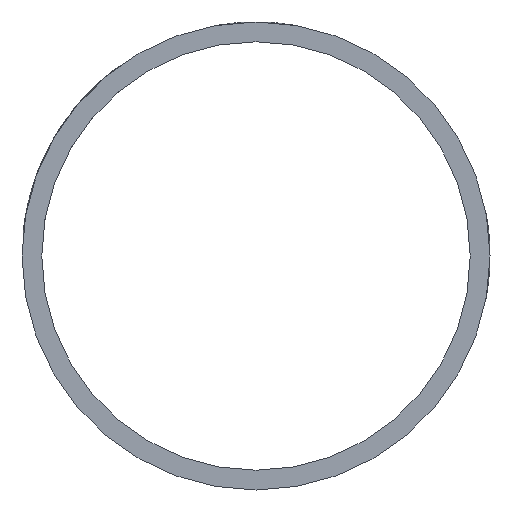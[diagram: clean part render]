
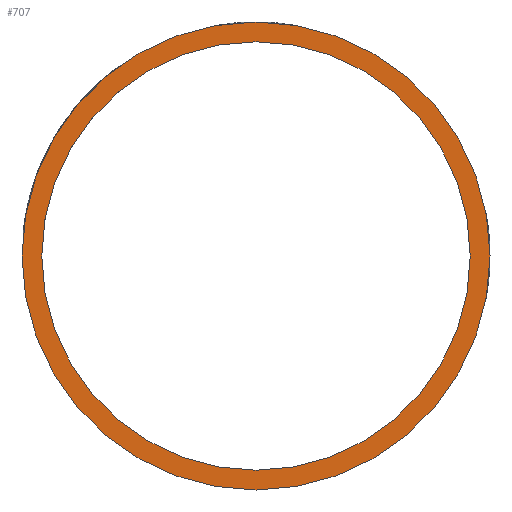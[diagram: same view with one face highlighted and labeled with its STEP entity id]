
A CAD part, front view. The second image highlights one B-rep face of the part: STEP entity #707.
In plain terms, the highlighted planar face has unit normal (0, -1, 0).
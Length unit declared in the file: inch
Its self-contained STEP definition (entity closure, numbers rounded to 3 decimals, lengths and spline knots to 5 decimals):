
#41 = CARTESIAN_POINT ( 'NONE',  ( 0., 0., 0. ) ) ;
#53 = AXIS2_PLACEMENT_3D ( 'NONE', #257, #598, #70 ) ;
#70 = DIRECTION ( 'NONE',  ( 0., 0., 1. ) ) ;
#111 = EDGE_CURVE ( 'NONE', #1086, #935, #455, .T. ) ;
#113 = DIRECTION ( 'NONE',  ( 0., 1., 0. ) ) ;
#146 = DIRECTION ( 'NONE',  ( 0., 0., 1. ) ) ;
#212 = CARTESIAN_POINT ( 'NONE',  ( 0., 0., 0. ) ) ;
#216 = EDGE_CURVE ( 'NONE', #1015, #859, #647, .T. ) ;
#226 = FACE_BOUND ( 'NONE', #353, .T. ) ;
#229 = CARTESIAN_POINT ( 'NONE',  ( 0., 0., 0. ) ) ;
#257 = CARTESIAN_POINT ( 'NONE',  ( 0., 0., 0. ) ) ;
#295 = PLANE ( 'NONE',  #1110 ) ;
#305 = FACE_OUTER_BOUND ( 'NONE', #1101, .T. ) ;
#316 = DIRECTION ( 'NONE',  ( 0., 1., 0. ) ) ;
#353 = EDGE_LOOP ( 'NONE', ( #447, #514 ) ) ;
#374 = CARTESIAN_POINT ( 'NONE',  ( 0., 0., 3.0325 ) ) ;
#412 = ORIENTED_EDGE ( 'NONE', *, *, #1005, .F. ) ;
#447 = ORIENTED_EDGE ( 'NONE', *, *, #1038, .T. ) ;
#455 = CIRCLE ( 'NONE', #1082, 3.0325 ) ;
#514 = ORIENTED_EDGE ( 'NONE', *, *, #111, .T. ) ;
#515 = CARTESIAN_POINT ( 'NONE',  ( 0., 0., 0. ) ) ;
#578 = CIRCLE ( 'NONE', #697, 3.3125 ) ;
#598 = DIRECTION ( 'NONE',  ( 0., 1., 0. ) ) ;
#647 = CIRCLE ( 'NONE', #785, 3.3125 ) ;
#655 = DIRECTION ( 'NONE',  ( 0., 0., 1. ) ) ;
#696 = CARTESIAN_POINT ( 'NONE',  ( 0., 0., -3.3125 ) ) ;
#697 = AXIS2_PLACEMENT_3D ( 'NONE', #229, #925, #146 ) ;
#698 = ORIENTED_EDGE ( 'NONE', *, *, #216, .F. ) ;
#707 = ADVANCED_FACE ( 'NONE', ( #305, #226 ), #295, .F. ) ;
#751 = DIRECTION ( 'NONE',  ( 0., 0., 1. ) ) ;
#785 = AXIS2_PLACEMENT_3D ( 'NONE', #41, #316, #751 ) ;
#824 = CARTESIAN_POINT ( 'NONE',  ( 0., 0., 3.3125 ) ) ;
#859 = VERTEX_POINT ( 'NONE', #696 ) ;
#861 = DIRECTION ( 'NONE',  ( 0., 1., 0. ) ) ;
#886 = DIRECTION ( 'NONE',  ( 0., 0., 1. ) ) ;
#925 = DIRECTION ( 'NONE',  ( 0., 1., 0. ) ) ;
#935 = VERTEX_POINT ( 'NONE', #1065 ) ;
#1005 = EDGE_CURVE ( 'NONE', #859, #1015, #578, .T. ) ;
#1015 = VERTEX_POINT ( 'NONE', #824 ) ;
#1038 = EDGE_CURVE ( 'NONE', #935, #1086, #1132, .T. ) ;
#1065 = CARTESIAN_POINT ( 'NONE',  ( 0., 0., -3.0325 ) ) ;
#1082 = AXIS2_PLACEMENT_3D ( 'NONE', #515, #861, #886 ) ;
#1086 = VERTEX_POINT ( 'NONE', #374 ) ;
#1101 = EDGE_LOOP ( 'NONE', ( #412, #698 ) ) ;
#1110 = AXIS2_PLACEMENT_3D ( 'NONE', #212, #113, #655 ) ;
#1132 = CIRCLE ( 'NONE', #53, 3.0325 ) ;
